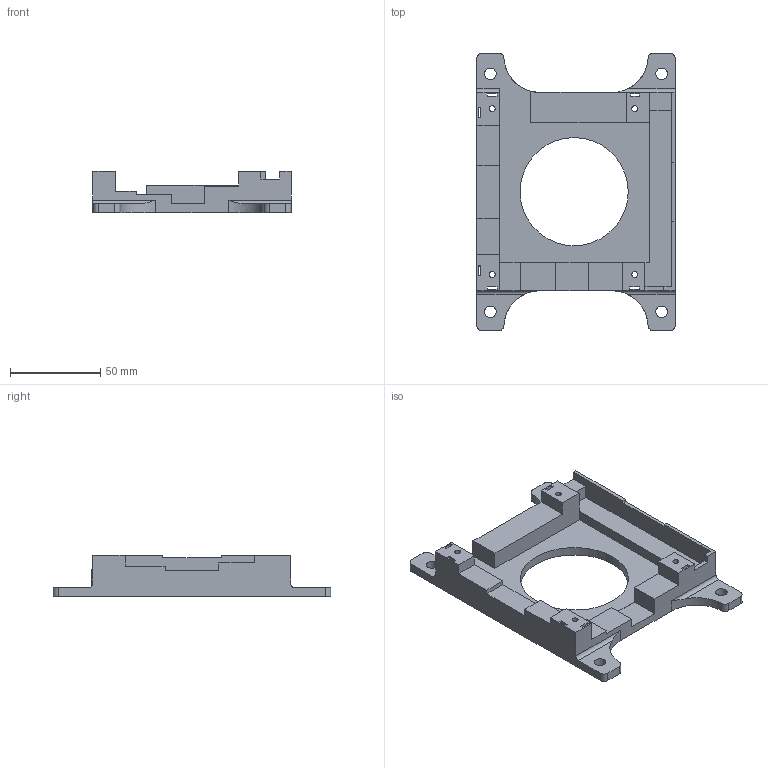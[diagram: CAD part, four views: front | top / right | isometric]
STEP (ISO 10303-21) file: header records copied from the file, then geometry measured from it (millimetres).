
FILE_DESCRIPTION(/* description */ (''),/* implementation_level */ '2;1');
FILE_NAME(/* name */ '011_Jetson_adapter.step',/* time_stamp */ '2025-11-06T00:26:53+01:00',/* author */ (''),/* organization */ (''),/* preprocessor_version */ 'ST-DEVELOPER v20.1',/* originating_system */ 'Autodesk Translation Framework v14.17.0.0',/* authorisation */ '');
FILE_SCHEMA (('AUTOMOTIVE_DESIGN { 1 0 10303 214 3 1 1 }'));
Length unit declared in the file: millimetre
Products named in the file (1): 2025-11-04-19-26-26-300
Bounding box: 110 x 154 x 23.02 mm (x, y, z)
Volume: 104102.5 mm3; surface area: 40908 mm2
Topology: 1 solids, 1 shells, 114 faces, 321 edges, 213 vertices
Faces by surface type: plane 85, cylinder 29
Full cylindrical faces by diameter (mm): 3.3 x4, 6.4 x4, 7.2 x4, 60 x1
Entity records: 3763 total; most frequent: CARTESIAN_POINT 672, ORIENTED_EDGE 642, DIRECTION 604, EDGE_CURVE 321, LINE 262, VECTOR 262, VERTEX_POINT 213, AXIS2_PLACEMENT_3D 171
